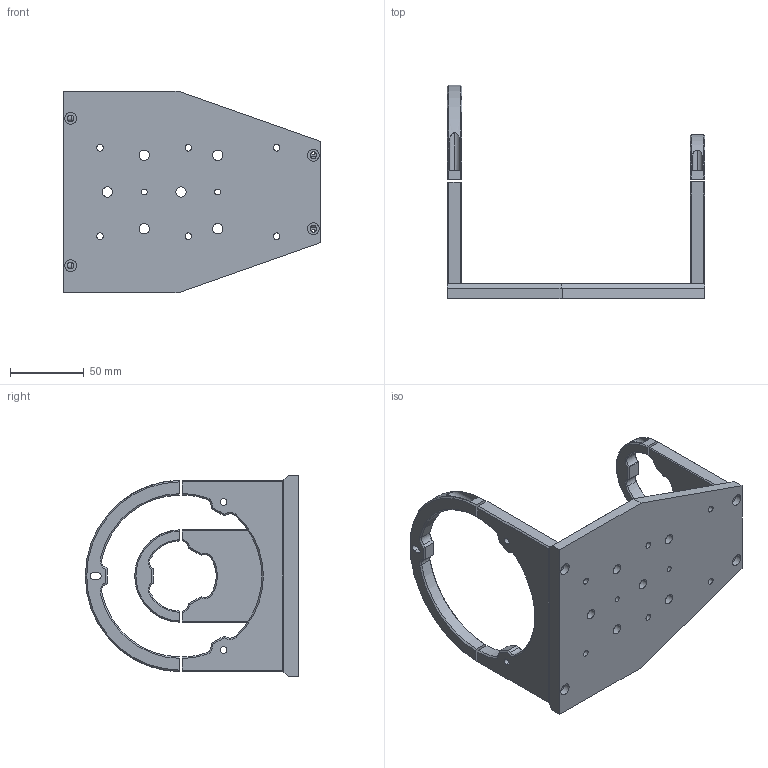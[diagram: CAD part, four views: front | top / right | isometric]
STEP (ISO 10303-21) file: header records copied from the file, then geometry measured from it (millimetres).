
FILE_DESCRIPTION (( 'STEP AP214' ), '1' );
FILE_NAME ('CMHO TCXX64.STEP', '2009-08-26T08:35:56', ( 'Opto Engineering srl' ), ( 'Opto Engineering srl' ), 'SwSTEP 2.0', 'SolidWorks 2004231', '' );
FILE_SCHEMA (( 'AUTOMOTIVE_DESIGN' ));
Length unit declared in the file: millimetre
Products named in the file (1): CMHO TCXX64
Bounding box: 175 x 145 x 137 mm (x, y, z)
Surface area: 81875.8 mm2 (no closed solid volume)
Topology: 0 solids, 5 shells, 269 faces, 710 edges, 460 vertices
Faces by surface type: plane 119, cylinder 102, cone 48
Entity records: 11565 total; most frequent: CARTESIAN_POINT 1684, DIRECTION 1496, ORIENTED_EDGE 1358, EDGE_CURVE 710, AXIS2_PLACEMENT_3D 554, VERTEX_POINT 460, VECTOR 388, LINE 388
